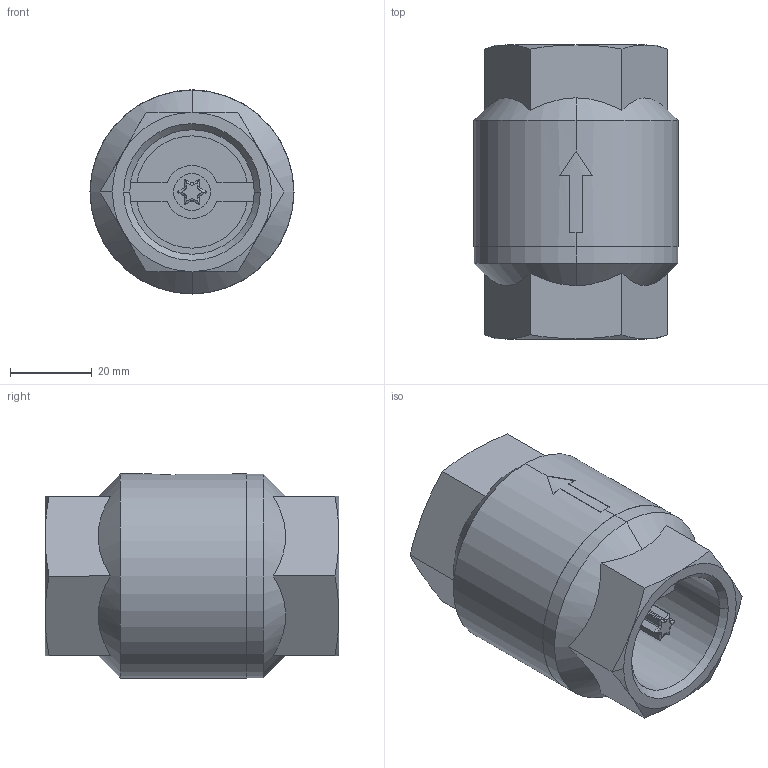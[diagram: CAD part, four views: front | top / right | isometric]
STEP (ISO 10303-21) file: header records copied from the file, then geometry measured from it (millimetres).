
FILE_DESCRIPTION (( 'STEP AP214' ), '1' );
FILE_NAME ('Check valve G1 NP.STEP', '2016-03-22T12:15:26', ( '' ), ( '' ), 'SwSTEP 2.0', 'SolidWorks 2016', '' );
FILE_SCHEMA (( 'AUTOMOTIVE_DESIGN' ));
Length unit declared in the file: millimetre
Products named in the file (1): Check valve G1 NP
Bounding box: 50 x 72 x 50 mm (x, y, z)
Volume: 59636.3 mm3; surface area: 26925.8 mm2
Topology: 3 solids, 3 shells, 226 faces, 584 edges, 366 vertices
Faces by surface type: plane 97, cylinder 75, cone 30, torus 20, bspline 4
Entity records: 11479 total; most frequent: CARTESIAN_POINT 5816, ORIENTED_EDGE 1168, DIRECTION 1153, EDGE_CURVE 584, AXIS2_PLACEMENT_3D 455, VERTEX_POINT 366, VECTOR 243, LINE 243
